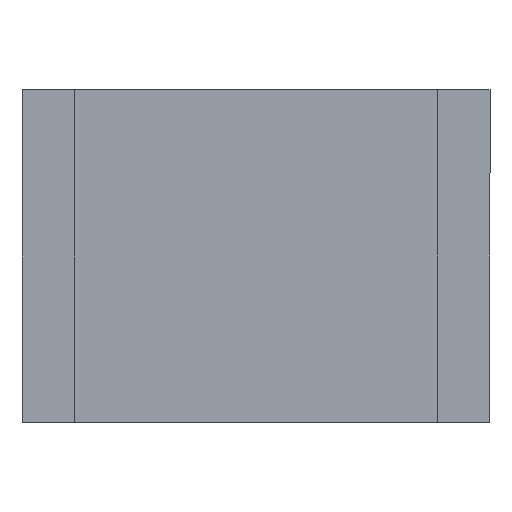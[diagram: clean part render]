
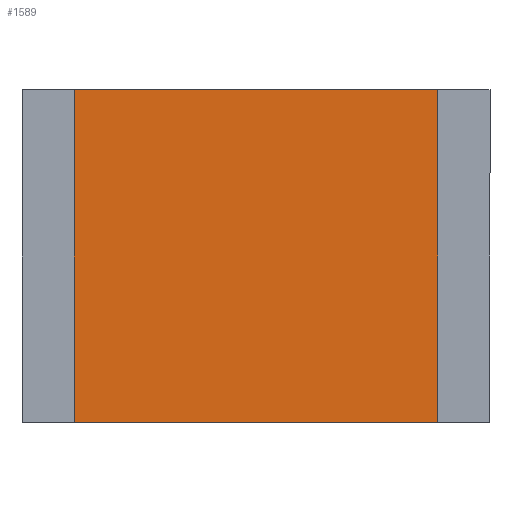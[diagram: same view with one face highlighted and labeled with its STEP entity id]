
A CAD part, front view. The second image highlights one B-rep face of the part: STEP entity #1589.
In plain terms, the highlighted planar face has unit normal (0, -1, 0).
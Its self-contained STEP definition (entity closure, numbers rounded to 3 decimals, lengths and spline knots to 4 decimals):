
#157=FACE_OUTER_BOUND('',#247,.T.);
#247=EDGE_LOOP('',(#1077,#1078,#1079,#1080));
#339=LINE('',#2058,#505);
#343=LINE('',#2066,#509);
#346=LINE('',#2072,#512);
#349=LINE('',#2077,#515);
#505=VECTOR('',#1752,4.44);
#509=VECTOR('',#1758,3.2);
#512=VECTOR('',#1763,4.44);
#515=VECTOR('',#1768,3.2);
#671=VERTEX_POINT('',#2056);
#672=VERTEX_POINT('',#2057);
#675=VERTEX_POINT('',#2065);
#677=VERTEX_POINT('',#2071);
#827=EDGE_CURVE('',#671,#672,#339,.T.);
#831=EDGE_CURVE('',#672,#675,#343,.T.);
#834=EDGE_CURVE('',#675,#677,#346,.T.);
#837=EDGE_CURVE('',#677,#671,#349,.T.);
#1077=ORIENTED_EDGE('',*,*,#837,.T.);
#1078=ORIENTED_EDGE('',*,*,#827,.T.);
#1079=ORIENTED_EDGE('',*,*,#831,.T.);
#1080=ORIENTED_EDGE('',*,*,#834,.T.);
#1533=PLANE('',#1683);
#1589=ADVANCED_FACE('',(#157),#1533,.F.);
#1683=AXIS2_PLACEMENT_3D('',#2079,#1770,#1771);
#1752=DIRECTION('',(1.,0.,0.));
#1758=DIRECTION('',(0.,0.,1.));
#1763=DIRECTION('',(-1.,0.,0.));
#1768=DIRECTION('',(0.,0.,-1.));
#1770=DIRECTION('center_axis',(0.,1.,0.));
#1771=DIRECTION('ref_axis',(0.,0.,1.));
#2056=CARTESIAN_POINT('',(-2.22,0.,-1.6));
#2057=CARTESIAN_POINT('',(2.22,0.,-1.6));
#2058=CARTESIAN_POINT('',(-2.22,0.,-1.6));
#2065=CARTESIAN_POINT('',(2.22,0.,1.6));
#2066=CARTESIAN_POINT('',(2.22,0.,-1.6));
#2071=CARTESIAN_POINT('',(-2.22,0.,1.6));
#2072=CARTESIAN_POINT('',(2.22,0.,1.6));
#2077=CARTESIAN_POINT('',(-2.22,0.,1.6));
#2079=CARTESIAN_POINT('Origin',(0.,0.,0.));
